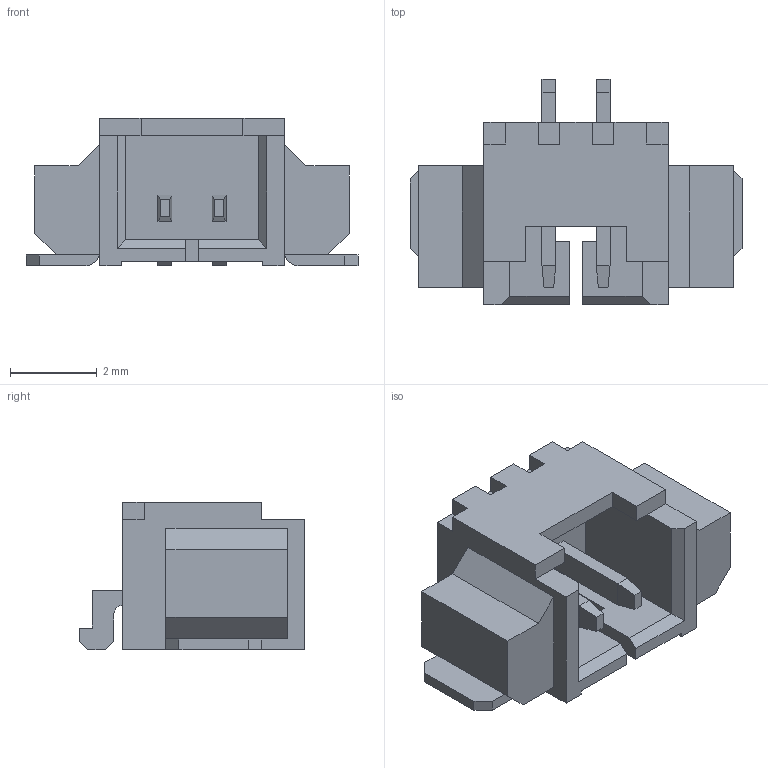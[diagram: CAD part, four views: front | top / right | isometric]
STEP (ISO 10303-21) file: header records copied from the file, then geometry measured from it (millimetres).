
FILE_DESCRIPTION(/* description */ (''),/* implementation_level */ '2;1');
FILE_NAME(/* name */ 'Molex_PicoBlade_53261-0271_1x02-1MP_P1.25mm_Horizontal.step',/* time_stamp */ '2023-08-12T18:18:34+02:00',/* author */ (''),/* organization */ (''),/* preprocessor_version */ 'ST-DEVELOPER v20',/* originating_system */ 'Autodesk Translation Framework v12.9.0.99',/* authorisation */ '');
FILE_SCHEMA (('AUTOMOTIVE_DESIGN { 1 0 10303 214 3 1 1 }'));
Length unit declared in the file: millimetre
Products named in the file (2): Molex_PicoBlade_53261-0271_1x02-1MP_P1.25mm_Horizontal; SOLID (4)
Assembly tree (1 placements, depth 2):
  Molex_PicoBlade_53261-0271_1x02-1MP_P1.25mm_Horizontal
    SOLID (4)
Bounding box: 7.65 x 5.2 x 3.4 mm (x, y, z)
Volume: 53.8 mm3; surface area: 173.1 mm2
Topology: 1 solids, 1 shells, 136 faces, 366 edges, 238 vertices
Faces by surface type: plane 128, cylinder 8
Entity records: 4376 total; most frequent: CARTESIAN_POINT 743, ORIENTED_EDGE 732, DIRECTION 664, EDGE_CURVE 366, LINE 346, VECTOR 346, VERTEX_POINT 238, AXIS2_PLACEMENT_3D 159
